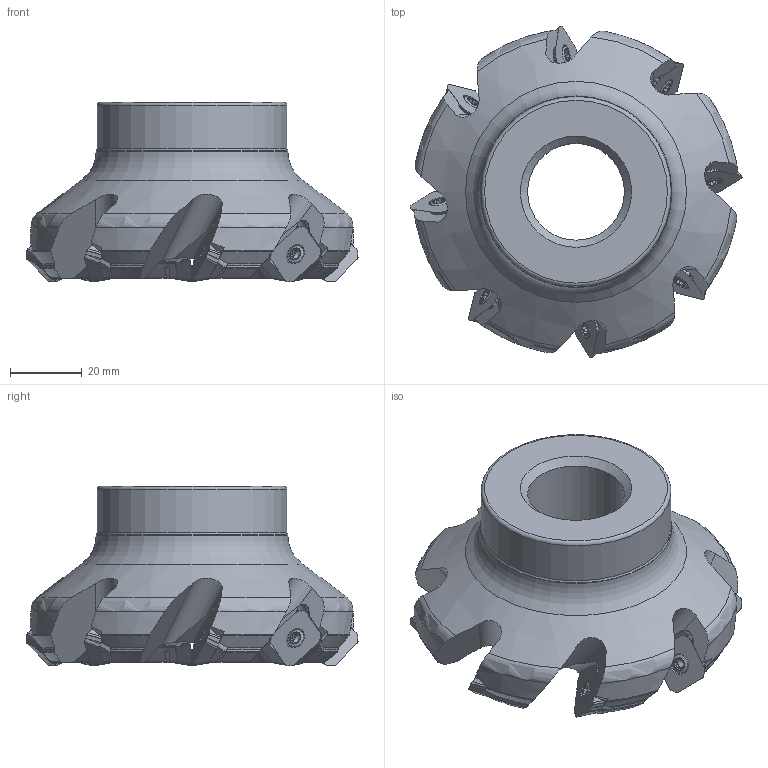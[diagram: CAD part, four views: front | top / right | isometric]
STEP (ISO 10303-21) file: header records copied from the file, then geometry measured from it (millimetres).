
FILE_DESCRIPTION(/* description */ (''),/* implementation_level */ '2;1');
FILE_NAME(/* name */ 'toolassembly_1.stp',/* time_stamp */ '2019-05-02T16:39:28+02:00',/* author */ (''),/* organization */ ('SMS'),/* preprocessor_version */ 'ST-DEVELOPER v15',/* originating_system */ 'SIEMENS PLM Software NX 8.5',/* authorisation */ '');
FILE_SCHEMA (('AUTOMOTIVE_DESIGN { 1 0 10303 214 3 1 1 1 }'));
Length unit declared in the file: millimetre
Products named in the file (4): CUT_20190502163841; NOCUT_20190502163756; ASSEMBLY_CONSTRUCTION; TOOLASSEMBLY_1
Assembly tree (10 placements, depth 2):
  TOOLASSEMBLY_1
    ASSEMBLY_CONSTRUCTION
    NOCUT_20190502163756
    CUT_20190502163841  x8
Bounding box: 92.63 x 92.63 x 50.01 mm (x, y, z)
Volume: 124152.8 mm3; surface area: 29183.5 mm2
Topology: 9 solids, 9 shells, 1147 faces, 3487 edges, 2410 vertices
Faces by surface type: plane 435, extrusion 296, cone 142, cylinder 124, torus 118, sphere 32
Full cylindrical faces by diameter (mm): 3.5 x8, 4.1 x8, 5.25 x8, 27.011 x1, 38 x1, 53 x1, 53.5 x1
Entity records: 35233 total; most frequent: CARTESIAN_POINT 13734, ORIENTED_EDGE 4654, DIRECTION 4137, EDGE_CURVE 2327, AXIS2_PLACEMENT_3D 1654, VERTEX_POINT 1567, EDGE_LOOP 952, ADVANCED_FACE 860
